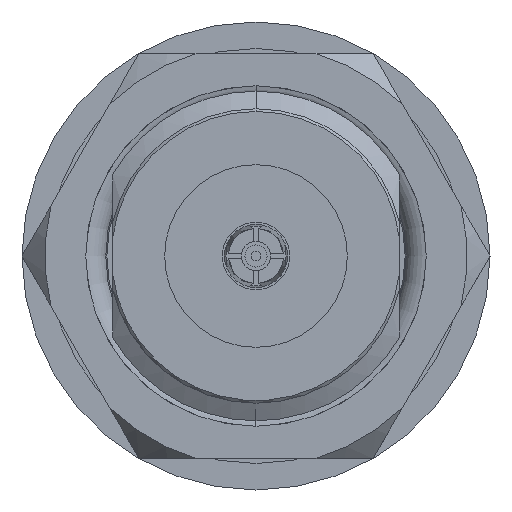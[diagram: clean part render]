
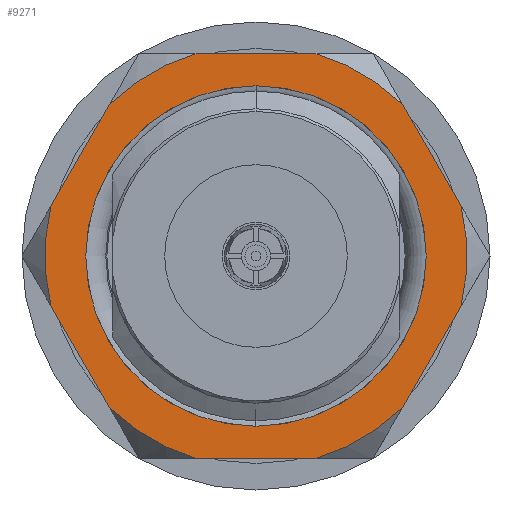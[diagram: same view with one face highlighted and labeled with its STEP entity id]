
A CAD part, left-side view. The second image highlights one B-rep face of the part: STEP entity #9271.
In plain terms, the highlighted face is planar.
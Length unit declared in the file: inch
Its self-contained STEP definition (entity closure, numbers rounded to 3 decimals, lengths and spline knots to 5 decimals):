
#112 = ORIENTED_EDGE ( 'NONE', *, *, #22611, .F. ) ;
#437 = CARTESIAN_POINT ( 'NONE',  ( 0., 0.061, 0. ) ) ;
#533 = LINE ( 'NONE', #12101, #10005 ) ;
#806 = VERTEX_POINT ( 'NONE', #27431 ) ;
#958 = VERTEX_POINT ( 'NONE', #7591 ) ;
#1419 = CARTESIAN_POINT ( 'NONE',  ( 0., 0.061, 0. ) ) ;
#1648 = ORIENTED_EDGE ( 'NONE', *, *, #22473, .F. ) ;
#1661 = VERTEX_POINT ( 'NONE', #22063 ) ;
#2199 = CARTESIAN_POINT ( 'NONE',  ( 0., 0.061, 0. ) ) ;
#2752 = ORIENTED_EDGE ( 'NONE', *, *, #17981, .F. ) ;
#3049 = CARTESIAN_POINT ( 'NONE',  ( 0.37932, 0.061, 0.09299 ) ) ;
#3361 = VECTOR ( 'NONE', #13903, 39.37008 ) ;
#3761 = CIRCLE ( 'NONE', #11028, 0.39056 ) ;
#4813 = VERTEX_POINT ( 'NONE', #10742 ) ;
#5446 = DIRECTION ( 'NONE',  ( 0., -1., 0. ) ) ;
#5447 = DIRECTION ( 'NONE',  ( 0., -1., 0. ) ) ;
#5507 = EDGE_CURVE ( 'NONE', #29878, #958, #25519, .T. ) ;
#5534 = LINE ( 'NONE', #27941, #3361 ) ;
#5542 = DIRECTION ( 'NONE',  ( 0., 0., -1. ) ) ;
#6256 = EDGE_LOOP ( 'NONE', ( #24656, #14822, #9195, #20319, #9255, #17256, #1648, #22174, #19564, #29055, #112, #18467 ) ) ;
#6798 = AXIS2_PLACEMENT_3D ( 'NONE', #28028, #7175, #16452 ) ;
#7132 = CARTESIAN_POINT ( 'NONE',  ( 0., 0.061, 0. ) ) ;
#7175 = DIRECTION ( 'NONE',  ( 0., -1., 0. ) ) ;
#7383 = VERTEX_POINT ( 'NONE', #24517 ) ;
#7591 = CARTESIAN_POINT ( 'NONE',  ( -0.37932, 0.061, -0.09299 ) ) ;
#7623 = VERTEX_POINT ( 'NONE', #20553 ) ;
#7840 = CARTESIAN_POINT ( 'NONE',  ( -0.10913, 0.061, 0.375 ) ) ;
#8199 = FACE_BOUND ( 'NONE', #29382, .T. ) ;
#8259 = DIRECTION ( 'NONE',  ( -0.5, 0., 0.866 ) ) ;
#8627 = CARTESIAN_POINT ( 'NONE',  ( -0.43301, 0.061, 0. ) ) ;
#8830 = CIRCLE ( 'NONE', #22564, 0.315 ) ;
#9195 = ORIENTED_EDGE ( 'NONE', *, *, #10980, .F. ) ;
#9255 = ORIENTED_EDGE ( 'NONE', *, *, #5507, .F. ) ;
#9271 = ADVANCED_FACE ( 'NONE', ( #8199, #18091 ), #9701, .F. ) ;
#9327 = VERTEX_POINT ( 'NONE', #14285 ) ;
#9591 = DIRECTION ( 'NONE',  ( 0., 1., 0. ) ) ;
#9701 = PLANE ( 'NONE',  #14753 ) ;
#9769 = CIRCLE ( 'NONE', #21911, 0.39056 ) ;
#9932 = DIRECTION ( 'NONE',  ( 0., -1., 0. ) ) ;
#9991 = VERTEX_POINT ( 'NONE', #7840 ) ;
#10005 = VECTOR ( 'NONE', #28393, 39.37008 ) ;
#10253 = VERTEX_POINT ( 'NONE', #20908 ) ;
#10742 = CARTESIAN_POINT ( 'NONE',  ( 0.10913, 0.061, 0.375 ) ) ;
#10980 = EDGE_CURVE ( 'NONE', #27630, #7623, #3761, .T. ) ;
#11028 = AXIS2_PLACEMENT_3D ( 'NONE', #19442, #5446, #24112 ) ;
#12099 = DIRECTION ( 'NONE',  ( 0., 0., -1. ) ) ;
#12101 = CARTESIAN_POINT ( 'NONE',  ( -0.21651, 0.061, -0.375 ) ) ;
#12389 = EDGE_CURVE ( 'NONE', #4813, #9991, #5534, .T. ) ;
#12510 = CARTESIAN_POINT ( 'NONE',  ( 0.43301, 0.061, 0. ) ) ;
#13267 = ORIENTED_EDGE ( 'NONE', *, *, #18788, .F. ) ;
#13283 = DIRECTION ( 'NONE',  ( 0.5, 0., 0.866 ) ) ;
#13903 = DIRECTION ( 'NONE',  ( -1., 0., 0. ) ) ;
#14285 = CARTESIAN_POINT ( 'NONE',  ( 0.37932, 0.061, -0.09299 ) ) ;
#14313 = CARTESIAN_POINT ( 'NONE',  ( -0.21651, 0.061, -0.375 ) ) ;
#14671 = CIRCLE ( 'NONE', #27076, 0.315 ) ;
#14753 = AXIS2_PLACEMENT_3D ( 'NONE', #26055, #16649, #23809 ) ;
#14822 = ORIENTED_EDGE ( 'NONE', *, *, #24387, .F. ) ;
#16274 = DIRECTION ( 'NONE',  ( 0., 0., 1. ) ) ;
#16309 = LINE ( 'NONE', #20669, #26545 ) ;
#16383 = CARTESIAN_POINT ( 'NONE',  ( 0., 0.061, 0. ) ) ;
#16452 = DIRECTION ( 'NONE',  ( 0., 0., -1. ) ) ;
#16621 = VECTOR ( 'NONE', #13283, 39.37008 ) ;
#16649 = DIRECTION ( 'NONE',  ( 0., -1., 0. ) ) ;
#16688 = CIRCLE ( 'NONE', #6798, 0.39056 ) ;
#16845 = EDGE_CURVE ( 'NONE', #27630, #958, #533, .T. ) ;
#17256 = ORIENTED_EDGE ( 'NONE', *, *, #25819, .T. ) ;
#17981 = EDGE_CURVE ( 'NONE', #806, #7383, #8830, .T. ) ;
#18091 = FACE_OUTER_BOUND ( 'NONE', #6256, .T. ) ;
#18467 = ORIENTED_EDGE ( 'NONE', *, *, #24788, .F. ) ;
#18553 = CARTESIAN_POINT ( 'NONE',  ( -0.37932, 0.061, 0.09299 ) ) ;
#18788 = EDGE_CURVE ( 'NONE', #7383, #806, #14671, .T. ) ;
#18840 = DIRECTION ( 'NONE',  ( 0., 1., 0. ) ) ;
#19159 = EDGE_CURVE ( 'NONE', #4813, #1661, #27101, .T. ) ;
#19442 = CARTESIAN_POINT ( 'NONE',  ( 0., 0.061, 0. ) ) ;
#19564 = ORIENTED_EDGE ( 'NONE', *, *, #19159, .T. ) ;
#20155 = CARTESIAN_POINT ( 'NONE',  ( 0.2702, 0.061, -0.28201 ) ) ;
#20199 = DIRECTION ( 'NONE',  ( 0., 0., 1. ) ) ;
#20319 = ORIENTED_EDGE ( 'NONE', *, *, #16845, .T. ) ;
#20553 = CARTESIAN_POINT ( 'NONE',  ( -0.10913, 0.061, -0.375 ) ) ;
#20669 = CARTESIAN_POINT ( 'NONE',  ( 0.21651, 0.061, -0.375 ) ) ;
#20908 = CARTESIAN_POINT ( 'NONE',  ( -0.2702, 0.061, 0.28201 ) ) ;
#21030 = LINE ( 'NONE', #8627, #16621 ) ;
#21172 = AXIS2_PLACEMENT_3D ( 'NONE', #16383, #9932, #29653 ) ;
#21478 = VECTOR ( 'NONE', #28441, 39.37008 ) ;
#21727 = AXIS2_PLACEMENT_3D ( 'NONE', #7132, #26120, #12099 ) ;
#21911 = AXIS2_PLACEMENT_3D ( 'NONE', #24113, #5447, #5542 ) ;
#22063 = CARTESIAN_POINT ( 'NONE',  ( 0.2702, 0.061, 0.28201 ) ) ;
#22078 = VECTOR ( 'NONE', #8259, 39.37008 ) ;
#22174 = ORIENTED_EDGE ( 'NONE', *, *, #12389, .F. ) ;
#22346 = DIRECTION ( 'NONE',  ( 0., 1., 0. ) ) ;
#22473 = EDGE_CURVE ( 'NONE', #9991, #10253, #16688, .T. ) ;
#22513 = LINE ( 'NONE', #14313, #21478 ) ;
#22564 = AXIS2_PLACEMENT_3D ( 'NONE', #437, #9591, #25948 ) ;
#22611 = EDGE_CURVE ( 'NONE', #9327, #30018, #9769, .T. ) ;
#23130 = EDGE_CURVE ( 'NONE', #25596, #24721, #29867, .T. ) ;
#23371 = CARTESIAN_POINT ( 'NONE',  ( -0.2702, 0.061, -0.28201 ) ) ;
#23809 = DIRECTION ( 'NONE',  ( 0., 0., -1. ) ) ;
#23859 = CARTESIAN_POINT ( 'NONE',  ( 0.10913, 0.061, -0.375 ) ) ;
#24112 = DIRECTION ( 'NONE',  ( 0., 0., -1. ) ) ;
#24113 = CARTESIAN_POINT ( 'NONE',  ( 0., 0.061, 0. ) ) ;
#24387 = EDGE_CURVE ( 'NONE', #7623, #25596, #22513, .T. ) ;
#24517 = CARTESIAN_POINT ( 'NONE',  ( 0., 0.061, -0.315 ) ) ;
#24656 = ORIENTED_EDGE ( 'NONE', *, *, #23130, .F. ) ;
#24721 = VERTEX_POINT ( 'NONE', #20155 ) ;
#24788 = EDGE_CURVE ( 'NONE', #24721, #9327, #16309, .T. ) ;
#25519 = CIRCLE ( 'NONE', #21172, 0.39056 ) ;
#25596 = VERTEX_POINT ( 'NONE', #23859 ) ;
#25819 = EDGE_CURVE ( 'NONE', #29878, #10253, #21030, .T. ) ;
#25948 = DIRECTION ( 'NONE',  ( 0., 0., 1. ) ) ;
#26055 = CARTESIAN_POINT ( 'NONE',  ( -0.64952, 0.061, 0.375 ) ) ;
#26120 = DIRECTION ( 'NONE',  ( 0., -1., 0. ) ) ;
#26545 = VECTOR ( 'NONE', #27601, 39.37008 ) ;
#26756 = EDGE_CURVE ( 'NONE', #30018, #1661, #27932, .T. ) ;
#27076 = AXIS2_PLACEMENT_3D ( 'NONE', #1419, #22346, #20199 ) ;
#27101 = CIRCLE ( 'NONE', #30196, 0.39056 ) ;
#27431 = CARTESIAN_POINT ( 'NONE',  ( 0., 0.061, 0.315 ) ) ;
#27601 = DIRECTION ( 'NONE',  ( 0.5, 0., 0.866 ) ) ;
#27630 = VERTEX_POINT ( 'NONE', #23371 ) ;
#27932 = LINE ( 'NONE', #12510, #22078 ) ;
#27941 = CARTESIAN_POINT ( 'NONE',  ( 0.21651, 0.061, 0.375 ) ) ;
#28028 = CARTESIAN_POINT ( 'NONE',  ( 0., 0.061, 0. ) ) ;
#28393 = DIRECTION ( 'NONE',  ( -0.5, 0., 0.866 ) ) ;
#28441 = DIRECTION ( 'NONE',  ( 1., 0., 0. ) ) ;
#29055 = ORIENTED_EDGE ( 'NONE', *, *, #26756, .F. ) ;
#29382 = EDGE_LOOP ( 'NONE', ( #2752, #13267 ) ) ;
#29653 = DIRECTION ( 'NONE',  ( 0., 0., -1. ) ) ;
#29867 = CIRCLE ( 'NONE', #21727, 0.39056 ) ;
#29878 = VERTEX_POINT ( 'NONE', #18553 ) ;
#30018 = VERTEX_POINT ( 'NONE', #3049 ) ;
#30196 = AXIS2_PLACEMENT_3D ( 'NONE', #2199, #18840, #16274 ) ;
